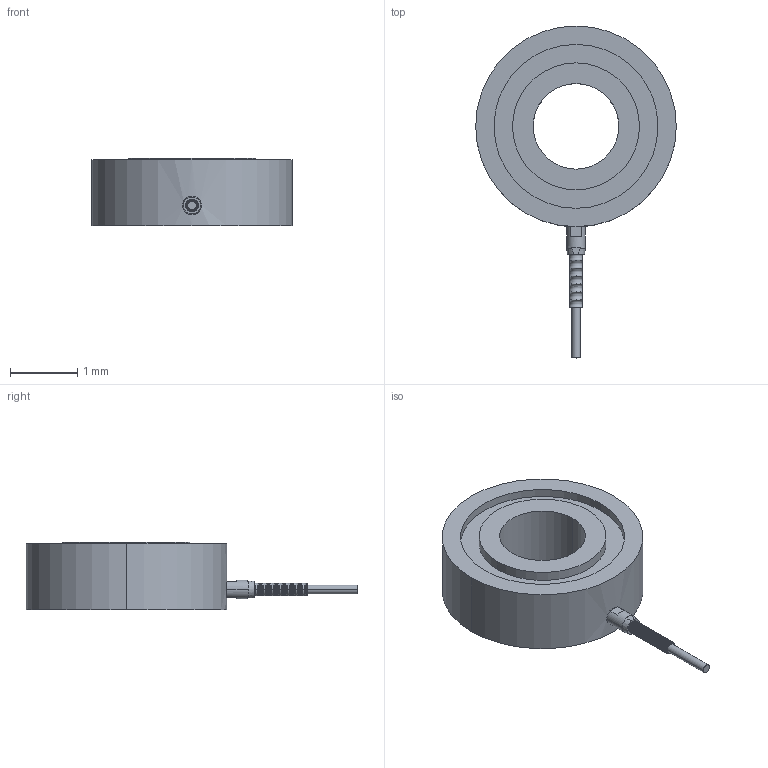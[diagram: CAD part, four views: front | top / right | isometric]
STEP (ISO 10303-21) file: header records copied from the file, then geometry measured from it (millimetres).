
FILE_DESCRIPTION((''),'2;1');
FILE_NAME('LTH500 1-1-4 ID Cable.stp','2013-04-24T08:59:02',(''),(''),'Mechanical Desktop 2009','Mechanical Desktop 2009',', , ');
FILE_SCHEMA(('CONFIG_CONTROL_DESIGN'));
Length unit declared in the file: millimetre
Products named in the file (2): LTH500 1-1-4 ID CABLE; PART1
Assembly tree (1 placements, depth 2):
  LTH500 1-1-4 ID CABLE
    PART1
Bounding box: 2.98 x 4.93 x 1 mm (x, y, z)
Volume: 5.3 mm3; surface area: 29.1 mm2
Topology: 1 solids, 3 shells, 188 faces, 453 edges, 277 vertices
Faces by surface type: bspline 112, cylinder 30, plane 26, cone 14, torus 6
Entity records: 14117 total; most frequent: CARTESIAN_POINT 9809, DIRECTION 954, ORIENTED_EDGE 898, EDGE_CURVE 449, AXIS2_PLACEMENT_3D 446, CIRCLE 368, VERTEX_POINT 277, EDGE_LOOP 200
